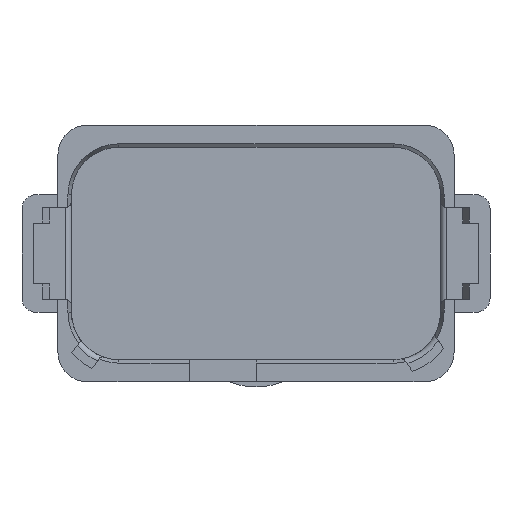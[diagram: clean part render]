
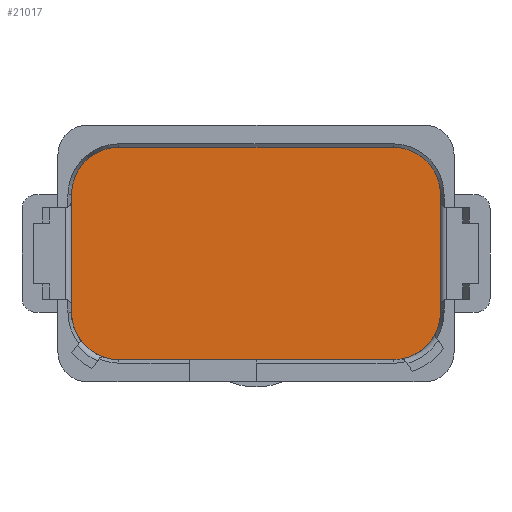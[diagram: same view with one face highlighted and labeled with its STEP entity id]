
A CAD part, front view. The second image highlights one B-rep face of the part: STEP entity #21017.
In plain terms, the highlighted planar face has unit normal (0, -1, 0).
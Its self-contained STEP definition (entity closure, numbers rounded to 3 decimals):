
#1362=CARTESIAN_POINT('',(-11.85,24.5,-5.075));
#1363=DIRECTION('',(0.,1.,0.));
#1364=DIRECTION('',(0.,0.,-1.));
#1365=AXIS2_PLACEMENT_3D('',#1362,#1363,#1364);
#1367=DIRECTION('',(0.,0.,1.));
#1368=VECTOR('',#1367,10.15);
#1369=CARTESIAN_POINT('',(-15.95,24.5,-5.075));
#1370=LINE('',#1369,#1368);
#1371=CARTESIAN_POINT('',(-11.85,24.5,5.075));
#1372=DIRECTION('',(0.,1.,0.));
#1373=DIRECTION('',(-1.,0.,0.));
#1374=AXIS2_PLACEMENT_3D('',#1371,#1372,#1373);
#1376=DIRECTION('',(1.,0.,0.));
#1377=VECTOR('',#1376,23.7);
#1378=CARTESIAN_POINT('',(-11.85,24.5,9.175));
#1379=LINE('',#1378,#1377);
#1380=CARTESIAN_POINT('',(11.85,24.5,5.075));
#1381=DIRECTION('',(0.,1.,0.));
#1382=DIRECTION('',(0.,0.,1.));
#1383=AXIS2_PLACEMENT_3D('',#1380,#1381,#1382);
#1385=DIRECTION('',(0.,0.,-1.));
#1386=VECTOR('',#1385,10.15);
#1387=CARTESIAN_POINT('',(15.95,24.5,5.075));
#1388=LINE('',#1387,#1386);
#1389=CARTESIAN_POINT('',(11.85,24.5,-5.075));
#1390=DIRECTION('',(0.,1.,0.));
#1391=DIRECTION('',(1.,0.,0.));
#1392=AXIS2_PLACEMENT_3D('',#1389,#1390,#1391);
#1394=DIRECTION('',(-1.,0.,0.));
#1395=VECTOR('',#1394,23.7);
#1396=CARTESIAN_POINT('',(11.85,24.5,-9.175));
#1397=LINE('',#1396,#1395);
#15022=CARTESIAN_POINT('',(-15.95,24.5,5.075));
#15023=VERTEX_POINT('',#15022);
#15024=CARTESIAN_POINT('',(-15.95,24.5,-5.075));
#15025=VERTEX_POINT('',#15024);
#15035=CARTESIAN_POINT('',(-11.85,24.5,-9.175));
#15036=VERTEX_POINT('',#15035);
#15043=CARTESIAN_POINT('',(-11.85,24.5,9.175));
#15044=VERTEX_POINT('',#15043);
#15045=CARTESIAN_POINT('',(11.85,24.5,9.175));
#15046=VERTEX_POINT('',#15045);
#15047=CARTESIAN_POINT('',(15.95,24.5,5.075));
#15048=VERTEX_POINT('',#15047);
#15049=CARTESIAN_POINT('',(15.95,24.5,-5.075));
#15050=VERTEX_POINT('',#15049);
#15051=CARTESIAN_POINT('',(11.85,24.5,-9.175));
#15052=VERTEX_POINT('',#15051);
#20998=CARTESIAN_POINT('',(0.,24.5,0.));
#20999=DIRECTION('',(0.,-1.,0.));
#21000=DIRECTION('',(-1.,0.,0.));
#21001=AXIS2_PLACEMENT_3D('',#20998,#20999,#21000);
#21002=PLANE('',#21001);
#21003=ORIENTED_EDGE('',*,*,#20885,.T.);
#21004=ORIENTED_EDGE('',*,*,#19761,.T.);
#21006=ORIENTED_EDGE('',*,*,#21005,.T.);
#21008=ORIENTED_EDGE('',*,*,#21007,.T.);
#21010=ORIENTED_EDGE('',*,*,#21009,.T.);
#21011=ORIENTED_EDGE('',*,*,#20402,.T.);
#21013=ORIENTED_EDGE('',*,*,#21012,.T.);
#21014=ORIENTED_EDGE('',*,*,#20791,.T.);
#21015=EDGE_LOOP('',(#21003,#21004,#21006,#21008,#21010,#21011,#21013,#21014));
#21016=FACE_OUTER_BOUND('',#21015,.F.);
#21017=ADVANCED_FACE('',(#21016),#21002,.T.);
#1366=CIRCLE('',#1365,4.1);
#1375=CIRCLE('',#1374,4.1);
#1384=CIRCLE('',#1383,4.1);
#1393=CIRCLE('',#1392,4.1);
#19761=EDGE_CURVE('',#15025,#15023,#1370,.T.);
#20402=EDGE_CURVE('',#15048,#15050,#1388,.T.);
#20791=EDGE_CURVE('',#15052,#15036,#1397,.T.);
#20885=EDGE_CURVE('',#15036,#15025,#1366,.T.);
#21005=EDGE_CURVE('',#15023,#15044,#1375,.T.);
#21007=EDGE_CURVE('',#15044,#15046,#1379,.T.);
#21009=EDGE_CURVE('',#15046,#15048,#1384,.T.);
#21012=EDGE_CURVE('',#15050,#15052,#1393,.T.);
